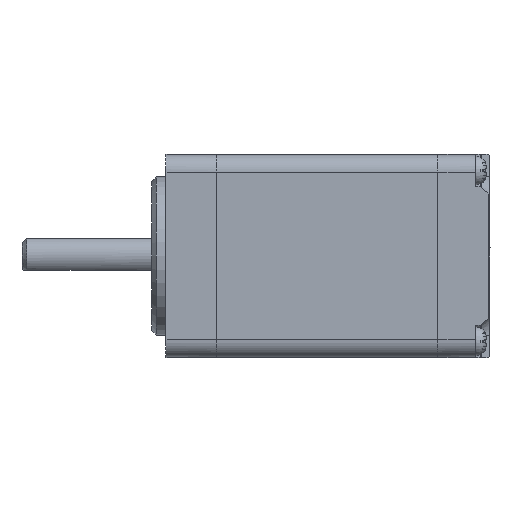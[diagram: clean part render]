
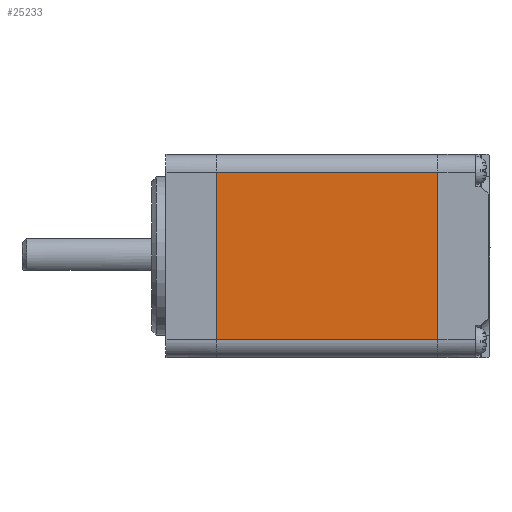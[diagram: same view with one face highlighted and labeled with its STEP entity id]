
A CAD part, left-side view. The second image highlights one B-rep face of the part: STEP entity #25233.
In plain terms, the highlighted planar face has unit normal (-1, 0, 0).
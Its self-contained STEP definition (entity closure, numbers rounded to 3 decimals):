
#2029 = LINE ( 'NONE', #26628, #27723 ) ;
#2086 = CARTESIAN_POINT ( 'NONE',  ( -14.1, -37.75, -11.6 ) ) ;
#2759 = CARTESIAN_POINT ( 'NONE',  ( -14.1, -37.75, 3.867 ) ) ;
#4434 = DIRECTION ( 'NONE',  ( 0., -1., 0. ) ) ;
#5104 = EDGE_CURVE ( 'NONE', #14030, #31761, #2029, .T. ) ;
#5116 = CARTESIAN_POINT ( 'NONE',  ( -14.1, -7., -11.6 ) ) ;
#7752 = ORIENTED_EDGE ( 'NONE', *, *, #31736, .F. ) ;
#8442 = PLANE ( 'NONE',  #9844 ) ;
#9844 = AXIS2_PLACEMENT_3D ( 'NONE', #16489, #11324, #21521 ) ;
#10854 = FACE_OUTER_BOUND ( 'NONE', #12372, .T. ) ;
#11324 = DIRECTION ( 'NONE',  ( 1., 0., 0. ) ) ;
#11362 = VERTEX_POINT ( 'NONE', #19231 ) ;
#11648 = ORIENTED_EDGE ( 'NONE', *, *, #29195, .F. ) ;
#12214 = EDGE_CURVE ( 'NONE', #26127, #11362, #26203, .T. ) ;
#12372 = EDGE_LOOP ( 'NONE', ( #7752, #25570, #11648, #28859 ) ) ;
#13999 = CARTESIAN_POINT ( 'NONE',  ( -14.1, -7., -11.6 ) ) ;
#14030 = VERTEX_POINT ( 'NONE', #13999 ) ;
#14513 = CARTESIAN_POINT ( 'NONE',  ( -14.1, -7., 3.867 ) ) ;
#14989 = CARTESIAN_POINT ( 'NONE',  ( -14.1, -7., -3.867 ) ) ;
#16489 = CARTESIAN_POINT ( 'NONE',  ( -14.1, -37.75, 14.1 ) ) ;
#19231 = CARTESIAN_POINT ( 'NONE',  ( -14.1, -7., 11.6 ) ) ;
#20025 = CARTESIAN_POINT ( 'NONE',  ( -14.1, -37.75, -3.867 ) ) ;
#20873 = B_SPLINE_CURVE_WITH_KNOTS ( 'NONE', 3,
 ( #5116, #14989, #14513, #24868 ),
 .UNSPECIFIED., .F., .F.,
 ( 4, 4 ),
 ( 0.089, 0.911 ),
 .UNSPECIFIED. ) ;
#21521 = DIRECTION ( 'NONE',  ( 0., 0., -1. ) ) ;
#22140 = CARTESIAN_POINT ( 'NONE',  ( -14.1, -37.75, 11.6 ) ) ;
#24868 = CARTESIAN_POINT ( 'NONE',  ( -14.1, -7., 11.6 ) ) ;
#24937 = CARTESIAN_POINT ( 'NONE',  ( -14.1, -37.75, 11.6 ) ) ;
#25042 = B_SPLINE_CURVE_WITH_KNOTS ( 'NONE', 3,
 ( #22140, #2759, #20025, #31901 ),
 .UNSPECIFIED., .F., .F.,
 ( 4, 4 ),
 ( 0.089, 0.911 ),
 .UNSPECIFIED. ) ;
#25233 = ADVANCED_FACE ( 'NONE', ( #10854 ), #8442, .F. ) ;
#25570 = ORIENTED_EDGE ( 'NONE', *, *, #5104, .T. ) ;
#25711 = DIRECTION ( 'NONE',  ( 0., 1., 0. ) ) ;
#25821 = VECTOR ( 'NONE', #25711, 1000. ) ;
#26127 = VERTEX_POINT ( 'NONE', #24937 ) ;
#26203 = LINE ( 'NONE', #28319, #25821 ) ;
#26628 = CARTESIAN_POINT ( 'NONE',  ( -14.1, -37.75, -11.6 ) ) ;
#27723 = VECTOR ( 'NONE', #4434, 1000. ) ;
#28319 = CARTESIAN_POINT ( 'NONE',  ( -14.1, -37.75, 11.6 ) ) ;
#28859 = ORIENTED_EDGE ( 'NONE', *, *, #12214, .T. ) ;
#29195 = EDGE_CURVE ( 'NONE', #26127, #31761, #25042, .T. ) ;
#31736 = EDGE_CURVE ( 'NONE', #14030, #11362, #20873, .T. ) ;
#31761 = VERTEX_POINT ( 'NONE', #2086 ) ;
#31901 = CARTESIAN_POINT ( 'NONE',  ( -14.1, -37.75, -11.6 ) ) ;
